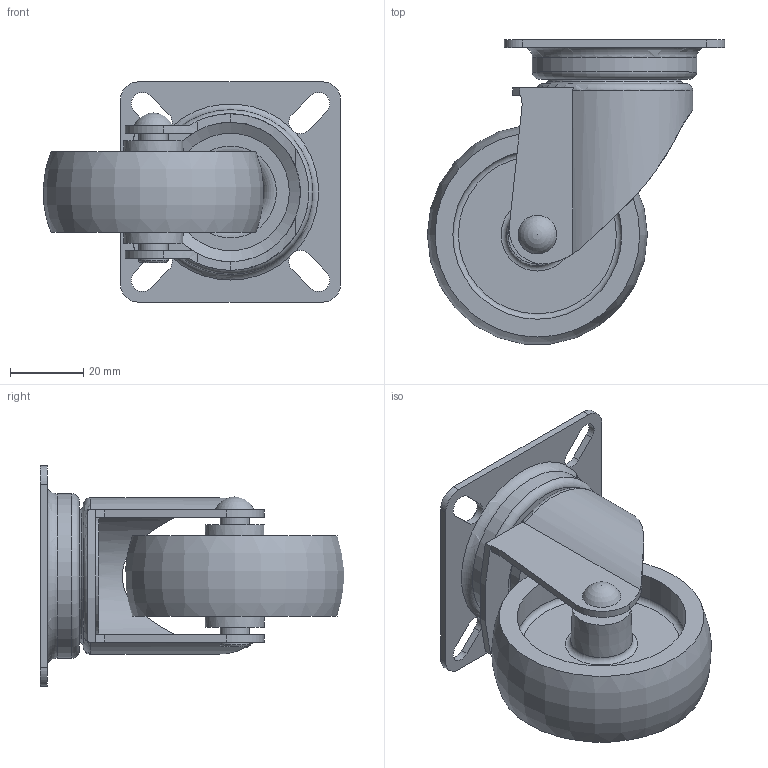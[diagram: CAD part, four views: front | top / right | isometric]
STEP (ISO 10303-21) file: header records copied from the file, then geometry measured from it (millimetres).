
FILE_DESCRIPTION(/* description */ ('STEP AP203'),/* implementation_level */ '2;1');
FILE_NAME(/* name */ '324103',/* time_stamp */ '2023-07-05T16:00:51+02:00',/* author */ ('License CC BY-ND 4.0'),/* organization */ ('CADENAS'),/* preprocessor_version */ 'ST-DEVELOPER v19.3',/* originating_system */ 'PARTsolutions',/* authorisation */ ' ');
FILE_SCHEMA (('CONFIG_CONTROL_DESIGN'));
Length unit declared in the file: millimetre
Products named in the file (3): 324103; 32 SRP 83; 321106
Assembly tree (2 placements, depth 2):
  324103
    32 SRP 83
    321106
Bounding box: 80.97 x 82.75 x 60 mm (x, y, z)
Volume: 64329.8 mm3; surface area: 33842.6 mm2
Topology: 2 solids, 2 shells, 101 faces, 250 edges, 161 vertices
Faces by surface type: plane 43, cylinder 33, torus 18, cone 6, sphere 1
Full cylindrical faces by diameter (mm): 8 x3, 10.266 x1, 17 x1, 32 x1, 38 x1, 39.967 x1, 40.967 x1, 44.808 x1, 46 x2
Entity records: 2909 total; most frequent: CARTESIAN_POINT 545, DIRECTION 499, ORIENTED_EDGE 412, EDGE_CURVE 206, AXIS2_PLACEMENT_3D 206, EDGE_LOOP 158, FACE_BOUND 158, VERTEX_POINT 154
